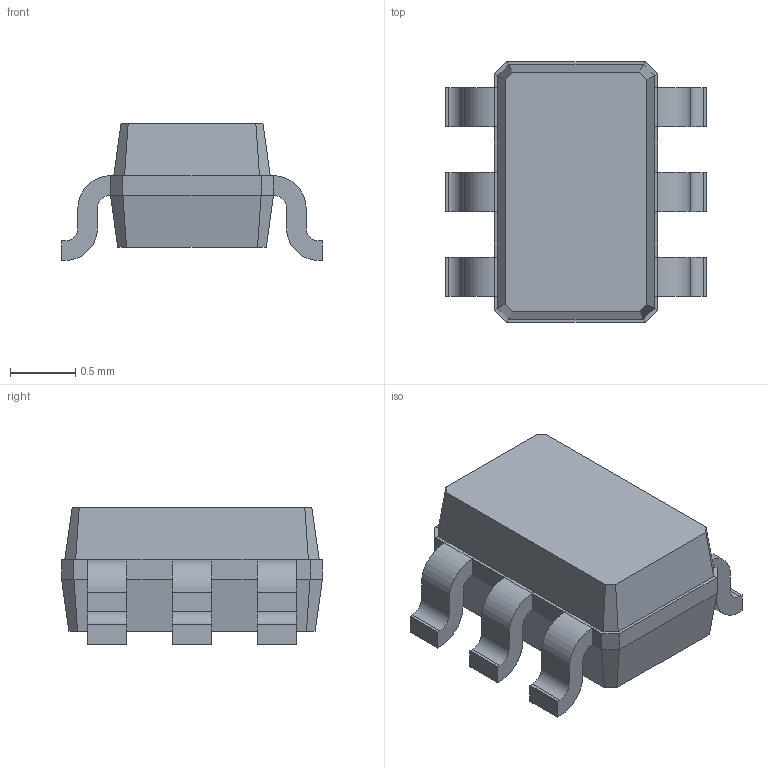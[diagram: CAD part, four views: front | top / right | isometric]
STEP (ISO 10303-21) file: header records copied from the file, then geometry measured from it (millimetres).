
FILE_DESCRIPTION(/* description */ ('model of SOT-363_SC-70-6'),/* implementation_level */ '2;1');
FILE_NAME(/* name */ 'SOT-363_SC-70-6.step',/* time_stamp */ '2017-12-18T01:05:26',/* author */ ('kicad StepUp','ksu'),/* organization */ ('FreeCAD'),/* preprocessor_version */ 'OCC',/* originating_system */ 'kicad StepUp',/* authorisation */ '');
FILE_SCHEMA(('AUTOMOTIVE_DESIGN { 1 0 10303 214 1 1 1 1 }'));
Length unit declared in the file: millimetre
Products named in the file (1): SOT_363_SC_70_6
Bounding box: 2 x 2 x 1.05 mm (x, y, z)
Volume: 2.4 mm3; surface area: 14 mm2
Topology: 1 solids, 1 shells, 118 faces, 288 edges, 172 vertices
Faces by surface type: plane 64, bspline 30, cylinder 24
Entity records: 2222 total; most frequent: ORIENTED_EDGE 508, EDGE_CURVE 288, CARTESIAN_POINT 221, LINE 184, VERTEX_POINT 172, AXIS2_PLACEMENT_3D 122, ADVANCED_FACE 118, FACE_BOUND 118
